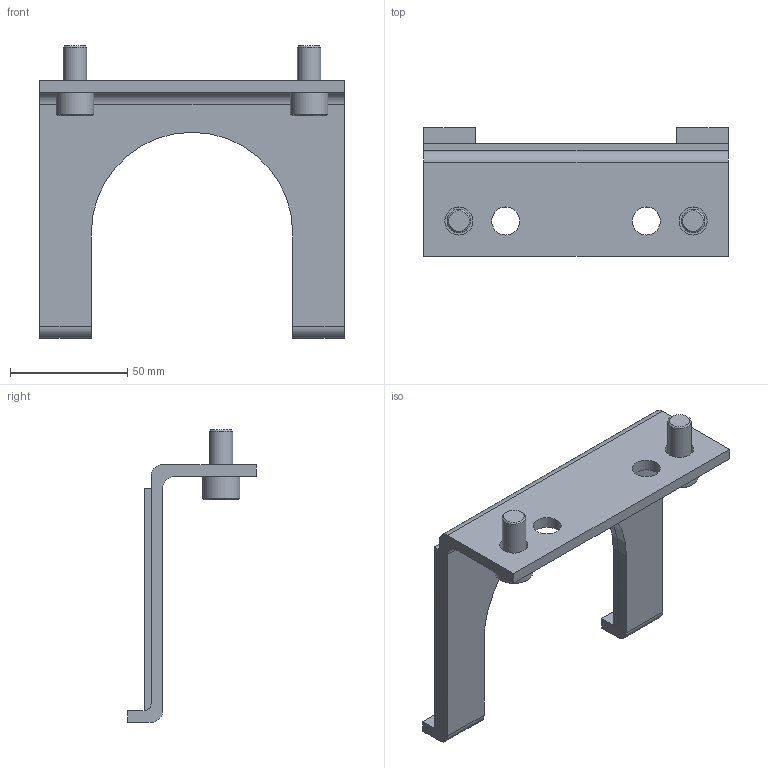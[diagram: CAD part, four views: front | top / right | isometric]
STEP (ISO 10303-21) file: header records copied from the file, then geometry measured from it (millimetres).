
FILE_DESCRIPTION (( 'STEP AP203' ), '1' );
FILE_NAME ('YOCBR20-安全桿座.STEP', '2023-11-03T01:38:51', ( '' ), ( '' ), 'SwSTEP 2.0', 'SolidWorks 2018', '' );
FILE_SCHEMA (( 'CONFIG_CONTROL_DESIGN' ));
Length unit declared in the file: millimetre
Products named in the file (3): 複製 of SBA10020-六角孔螺栓^YOCBR20-安全桿座_SBA10020-六角孔螺栓; 複製 of OCBR20-安全桿座^YOCBR20-安全桿座; YOCBR20-安全桿座
Assembly tree (3 placements, depth 2):
  YOCBR20-安全桿座
    複製 of OCBR20-安全桿座^YOCBR20-安全桿座
    複製 of SBA10020-六角孔螺栓^YOCBR20-安全桿座_SBA10020-六角孔螺栓  x2
Bounding box: 130 x 55 x 125 mm (x, y, z)
Volume: 87926.8 mm3; surface area: 46121.2 mm2
Topology: 4 solids, 4 shells, 64 faces, 152 edges, 100 vertices
Faces by surface type: plane 42, cylinder 18, cone 4
Full cylindrical faces by diameter (mm): 10 x2, 12 x4, 16 x2
Entity records: 1797 total; most frequent: DIRECTION 262, CARTESIAN_POINT 254, ORIENTED_EDGE 232, EDGE_CURVE 116, AXIS2_PLACEMENT_3D 90, VERTEX_POINT 82, VECTOR 82, LINE 82
